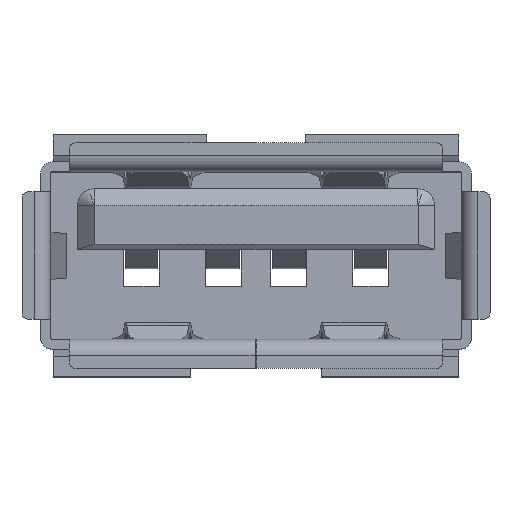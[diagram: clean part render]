
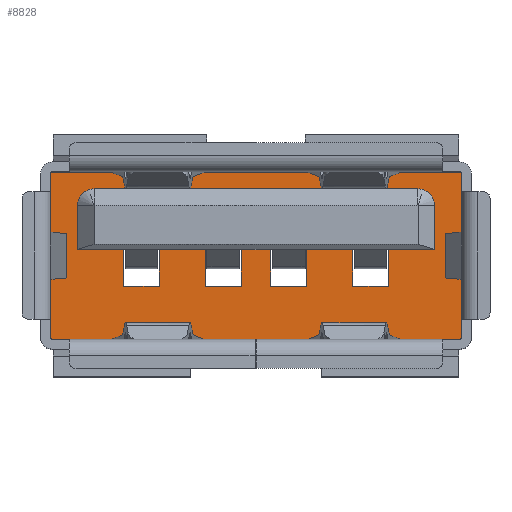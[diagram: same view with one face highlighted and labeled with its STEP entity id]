
A CAD part, top view. The second image highlights one B-rep face of the part: STEP entity #8828.
In plain terms, the highlighted planar face has unit normal (0, 0, 1).
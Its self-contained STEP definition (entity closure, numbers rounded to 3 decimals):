
#285=DIRECTION('',(1.,0.,0.));
#286=VECTOR('',#285,9.9);
#287=CARTESIAN_POINT('',(-4.95,2.04,1.3));
#288=LINE('',#287,#286);
#289=DIRECTION('',(0.,1.,0.));
#290=VECTOR('',#289,1.35);
#291=CARTESIAN_POINT('',(-5.45,0.19,1.3));
#292=LINE('',#291,#290);
#293=DIRECTION('',(-1.,0.,0.));
#294=VECTOR('',#293,1.4);
#295=CARTESIAN_POINT('',(-4.05,0.19,1.3));
#296=LINE('',#295,#294);
#297=DIRECTION('',(0.,-1.,0.));
#298=VECTOR('',#297,1.11);
#299=CARTESIAN_POINT('',(-4.05,0.19,1.3));
#300=LINE('',#299,#298);
#301=DIRECTION('',(1.,0.,0.));
#302=VECTOR('',#301,1.1);
#303=CARTESIAN_POINT('',(-4.05,-0.92,1.3));
#304=LINE('',#303,#302);
#305=DIRECTION('',(0.,1.,0.));
#306=VECTOR('',#305,1.11);
#307=CARTESIAN_POINT('',(-2.95,-0.92,1.3));
#308=LINE('',#307,#306);
#309=DIRECTION('',(-1.,0.,0.));
#310=VECTOR('',#309,1.4);
#311=CARTESIAN_POINT('',(-1.55,0.19,1.3));
#312=LINE('',#311,#310);
#313=DIRECTION('',(0.,-1.,0.));
#314=VECTOR('',#313,1.11);
#315=CARTESIAN_POINT('',(-1.55,0.19,1.3));
#316=LINE('',#315,#314);
#317=DIRECTION('',(1.,0.,0.));
#318=VECTOR('',#317,1.1);
#319=CARTESIAN_POINT('',(-1.55,-0.92,1.3));
#320=LINE('',#319,#318);
#321=DIRECTION('',(0.,1.,0.));
#322=VECTOR('',#321,1.11);
#323=CARTESIAN_POINT('',(-0.45,-0.92,1.3));
#324=LINE('',#323,#322);
#325=DIRECTION('',(-1.,0.,0.));
#326=VECTOR('',#325,0.9);
#327=CARTESIAN_POINT('',(0.45,0.19,1.3));
#328=LINE('',#327,#326);
#329=DIRECTION('',(0.,-1.,0.));
#330=VECTOR('',#329,1.11);
#331=CARTESIAN_POINT('',(0.45,0.19,1.3));
#332=LINE('',#331,#330);
#333=DIRECTION('',(1.,0.,0.));
#334=VECTOR('',#333,1.1);
#335=CARTESIAN_POINT('',(0.45,-0.92,1.3));
#336=LINE('',#335,#334);
#337=DIRECTION('',(0.,1.,0.));
#338=VECTOR('',#337,1.11);
#339=CARTESIAN_POINT('',(1.55,-0.92,1.3));
#340=LINE('',#339,#338);
#341=DIRECTION('',(-1.,0.,0.));
#342=VECTOR('',#341,1.4);
#343=CARTESIAN_POINT('',(2.95,0.19,1.3));
#344=LINE('',#343,#342);
#345=DIRECTION('',(0.,-1.,0.));
#346=VECTOR('',#345,1.11);
#347=CARTESIAN_POINT('',(2.95,0.19,1.3));
#348=LINE('',#347,#346);
#349=DIRECTION('',(1.,0.,0.));
#350=VECTOR('',#349,1.1);
#351=CARTESIAN_POINT('',(2.95,-0.92,1.3));
#352=LINE('',#351,#350);
#353=DIRECTION('',(0.,1.,0.));
#354=VECTOR('',#353,1.11);
#355=CARTESIAN_POINT('',(4.05,-0.92,1.3));
#356=LINE('',#355,#354);
#357=DIRECTION('',(-1.,0.,0.));
#358=VECTOR('',#357,1.4);
#359=CARTESIAN_POINT('',(5.45,0.19,1.3));
#360=LINE('',#359,#358);
#361=DIRECTION('',(0.,-1.,0.));
#362=VECTOR('',#361,1.35);
#363=CARTESIAN_POINT('',(5.45,1.54,1.3));
#364=LINE('',#363,#362);
#365=CARTESIAN_POINT('',(-6.225,-2.51,1.3));
#366=DIRECTION('',(0.,0.,1.));
#367=DIRECTION('',(-1.,0.,0.));
#368=AXIS2_PLACEMENT_3D('',#365,#366,#367);
#370=DIRECTION('',(0.,-1.,0.));
#371=VECTOR('',#370,5.02);
#372=CARTESIAN_POINT('',(-6.275,2.51,1.3));
#373=LINE('',#372,#371);
#374=CARTESIAN_POINT('',(-6.225,2.51,1.3));
#375=DIRECTION('',(0.,0.,1.));
#376=DIRECTION('',(0.,1.,0.));
#377=AXIS2_PLACEMENT_3D('',#374,#375,#376);
#379=DIRECTION('',(-1.,0.,0.));
#380=VECTOR('',#379,12.45);
#381=CARTESIAN_POINT('',(6.225,2.56,1.3));
#382=LINE('',#381,#380);
#383=CARTESIAN_POINT('',(6.225,2.51,1.3));
#384=DIRECTION('',(0.,0.,1.));
#385=DIRECTION('',(1.,0.,0.));
#386=AXIS2_PLACEMENT_3D('',#383,#384,#385);
#388=DIRECTION('',(0.,1.,0.));
#389=VECTOR('',#388,5.02);
#390=CARTESIAN_POINT('',(6.275,-2.51,1.3));
#391=LINE('',#390,#389);
#392=CARTESIAN_POINT('',(6.225,-2.51,1.3));
#393=DIRECTION('',(0.,0.,1.));
#394=DIRECTION('',(0.,-1.,0.));
#395=AXIS2_PLACEMENT_3D('',#392,#393,#394);
#397=DIRECTION('',(1.,0.,0.));
#398=VECTOR('',#397,6.225);
#399=CARTESIAN_POINT('',(0.,-2.56,1.3));
#400=LINE('',#399,#398);
#401=DIRECTION('',(1.,0.,0.));
#402=VECTOR('',#401,0.03);
#403=CARTESIAN_POINT('',(-0.03,-2.56,1.3));
#404=LINE('',#403,#402);
#405=DIRECTION('',(1.,0.,0.));
#406=VECTOR('',#405,6.195);
#407=CARTESIAN_POINT('',(-6.225,-2.56,1.3));
#408=LINE('',#407,#406);
#421=CARTESIAN_POINT('',(4.95,1.54,1.3));
#422=DIRECTION('',(0.,0.,-1.));
#423=DIRECTION('',(0.,1.,0.));
#424=AXIS2_PLACEMENT_3D('',#421,#422,#423);
#535=CARTESIAN_POINT('',(-4.95,1.54,1.3));
#536=DIRECTION('',(0.,0.,-1.));
#537=DIRECTION('',(-1.,0.,0.));
#538=AXIS2_PLACEMENT_3D('',#535,#536,#537);
#7041=CARTESIAN_POINT('',(2.95,-0.92,1.3));
#7042=CARTESIAN_POINT('',(4.05,-0.92,1.3));
#7043=VERTEX_POINT('',#7041);
#7044=VERTEX_POINT('',#7042);
#7045=CARTESIAN_POINT('',(2.95,0.19,1.3));
#7046=VERTEX_POINT('',#7045);
#7047=CARTESIAN_POINT('',(4.05,0.19,1.3));
#7048=VERTEX_POINT('',#7047);
#7049=CARTESIAN_POINT('',(0.45,-0.92,1.3));
#7050=CARTESIAN_POINT('',(1.55,-0.92,1.3));
#7051=VERTEX_POINT('',#7049);
#7052=VERTEX_POINT('',#7050);
#7053=CARTESIAN_POINT('',(0.45,0.19,1.3));
#7054=VERTEX_POINT('',#7053);
#7055=CARTESIAN_POINT('',(1.55,0.19,1.3));
#7056=VERTEX_POINT('',#7055);
#7057=CARTESIAN_POINT('',(-4.05,0.19,1.3));
#7058=CARTESIAN_POINT('',(-4.05,-0.92,1.3));
#7059=VERTEX_POINT('',#7057);
#7060=VERTEX_POINT('',#7058);
#7061=CARTESIAN_POINT('',(-2.95,-0.92,1.3));
#7062=CARTESIAN_POINT('',(-2.95,0.19,1.3));
#7063=VERTEX_POINT('',#7061);
#7064=VERTEX_POINT('',#7062);
#7065=CARTESIAN_POINT('',(-1.55,0.19,1.3));
#7066=CARTESIAN_POINT('',(-1.55,-0.92,1.3));
#7067=VERTEX_POINT('',#7065);
#7068=VERTEX_POINT('',#7066);
#7069=CARTESIAN_POINT('',(-0.45,-0.92,1.3));
#7070=CARTESIAN_POINT('',(-0.45,0.19,1.3));
#7071=VERTEX_POINT('',#7069);
#7072=VERTEX_POINT('',#7070);
#7089=CARTESIAN_POINT('',(5.45,0.19,1.3));
#7090=VERTEX_POINT('',#7089);
#7091=CARTESIAN_POINT('',(-5.45,0.19,1.3));
#7092=VERTEX_POINT('',#7091);
#7177=CARTESIAN_POINT('',(-4.95,2.04,1.3));
#7178=CARTESIAN_POINT('',(4.95,2.04,1.3));
#7179=VERTEX_POINT('',#7177);
#7180=VERTEX_POINT('',#7178);
#7181=CARTESIAN_POINT('',(5.45,1.54,1.3));
#7182=VERTEX_POINT('',#7181);
#7183=CARTESIAN_POINT('',(-5.45,1.54,1.3));
#7184=VERTEX_POINT('',#7183);
#7717=CARTESIAN_POINT('',(-0.03,-2.56,1.3));
#7718=CARTESIAN_POINT('',(0.,-2.56,1.3));
#7719=VERTEX_POINT('',#7717);
#7720=VERTEX_POINT('',#7718);
#8377=CARTESIAN_POINT('',(-6.275,-2.51,1.3));
#8378=CARTESIAN_POINT('',(-6.225,-2.56,1.3));
#8379=VERTEX_POINT('',#8377);
#8380=VERTEX_POINT('',#8378);
#8385=CARTESIAN_POINT('',(-6.225,2.56,1.3));
#8386=CARTESIAN_POINT('',(-6.275,2.51,1.3));
#8387=VERTEX_POINT('',#8385);
#8388=VERTEX_POINT('',#8386);
#8393=CARTESIAN_POINT('',(6.275,2.51,1.3));
#8394=CARTESIAN_POINT('',(6.225,2.56,1.3));
#8395=VERTEX_POINT('',#8393);
#8396=VERTEX_POINT('',#8394);
#8401=CARTESIAN_POINT('',(6.225,-2.56,1.3));
#8402=CARTESIAN_POINT('',(6.275,-2.51,1.3));
#8403=VERTEX_POINT('',#8401);
#8404=VERTEX_POINT('',#8402);
#8756=CARTESIAN_POINT('',(0.,0.,1.3));
#8757=DIRECTION('',(0.,0.,1.));
#8758=DIRECTION('',(1.,0.,0.));
#8759=AXIS2_PLACEMENT_3D('',#8756,#8757,#8758);
#8760=PLANE('',#8759);
#8762=ORIENTED_EDGE('',*,*,#8761,.F.);
#8764=ORIENTED_EDGE('',*,*,#8763,.F.);
#8766=ORIENTED_EDGE('',*,*,#8765,.F.);
#8768=ORIENTED_EDGE('',*,*,#8767,.F.);
#8770=ORIENTED_EDGE('',*,*,#8769,.F.);
#8772=ORIENTED_EDGE('',*,*,#8771,.F.);
#8774=ORIENTED_EDGE('',*,*,#8773,.F.);
#8776=ORIENTED_EDGE('',*,*,#8775,.F.);
#8778=ORIENTED_EDGE('',*,*,#8777,.F.);
#8780=ORIENTED_EDGE('',*,*,#8779,.F.);
#8781=EDGE_LOOP('',(#8762,#8764,#8766,#8768,#8770,#8772,#8774,#8776,#8778,
#8780));
#8782=FACE_OUTER_BOUND('',#8781,.F.);
#8784=ORIENTED_EDGE('',*,*,#8783,.F.);
#8786=ORIENTED_EDGE('',*,*,#8785,.F.);
#8788=ORIENTED_EDGE('',*,*,#8787,.F.);
#8790=ORIENTED_EDGE('',*,*,#8789,.F.);
#8792=ORIENTED_EDGE('',*,*,#8791,.T.);
#8794=ORIENTED_EDGE('',*,*,#8793,.T.);
#8796=ORIENTED_EDGE('',*,*,#8795,.T.);
#8798=ORIENTED_EDGE('',*,*,#8797,.F.);
#8800=ORIENTED_EDGE('',*,*,#8799,.T.);
#8802=ORIENTED_EDGE('',*,*,#8801,.T.);
#8804=ORIENTED_EDGE('',*,*,#8803,.T.);
#8806=ORIENTED_EDGE('',*,*,#8805,.F.);
#8808=ORIENTED_EDGE('',*,*,#8807,.T.);
#8810=ORIENTED_EDGE('',*,*,#8809,.T.);
#8812=ORIENTED_EDGE('',*,*,#8811,.T.);
#8814=ORIENTED_EDGE('',*,*,#8813,.F.);
#8815=ORIENTED_EDGE('',*,*,#8743,.T.);
#8817=ORIENTED_EDGE('',*,*,#8816,.T.);
#8819=ORIENTED_EDGE('',*,*,#8818,.T.);
#8821=ORIENTED_EDGE('',*,*,#8820,.F.);
#8823=ORIENTED_EDGE('',*,*,#8822,.F.);
#8825=ORIENTED_EDGE('',*,*,#8824,.F.);
#8826=EDGE_LOOP('',(#8784,#8786,#8788,#8790,#8792,#8794,#8796,#8798,#8800,#8802,
#8804,#8806,#8808,#8810,#8812,#8814,#8815,#8817,#8819,#8821,#8823,#8825));
#8827=FACE_BOUND('',#8826,.F.);
#369=CIRCLE('',#368,0.05);
#378=CIRCLE('',#377,0.05);
#387=CIRCLE('',#386,0.05);
#396=CIRCLE('',#395,0.05);
#425=CIRCLE('',#424,0.5);
#539=CIRCLE('',#538,0.5);
#8743=EDGE_CURVE('',#7046,#7043,#348,.T.);
#8761=EDGE_CURVE('',#8379,#8380,#369,.T.);
#8763=EDGE_CURVE('',#8388,#8379,#373,.T.);
#8765=EDGE_CURVE('',#8387,#8388,#378,.T.);
#8767=EDGE_CURVE('',#8396,#8387,#382,.T.);
#8769=EDGE_CURVE('',#8395,#8396,#387,.T.);
#8771=EDGE_CURVE('',#8404,#8395,#391,.T.);
#8773=EDGE_CURVE('',#8403,#8404,#396,.T.);
#8775=EDGE_CURVE('',#7720,#8403,#400,.T.);
#8777=EDGE_CURVE('',#7719,#7720,#404,.T.);
#8779=EDGE_CURVE('',#8380,#7719,#408,.T.);
#8783=EDGE_CURVE('',#7179,#7180,#288,.T.);
#8785=EDGE_CURVE('',#7184,#7179,#539,.T.);
#8787=EDGE_CURVE('',#7092,#7184,#292,.T.);
#8789=EDGE_CURVE('',#7059,#7092,#296,.T.);
#8791=EDGE_CURVE('',#7059,#7060,#300,.T.);
#8793=EDGE_CURVE('',#7060,#7063,#304,.T.);
#8795=EDGE_CURVE('',#7063,#7064,#308,.T.);
#8797=EDGE_CURVE('',#7067,#7064,#312,.T.);
#8799=EDGE_CURVE('',#7067,#7068,#316,.T.);
#8801=EDGE_CURVE('',#7068,#7071,#320,.T.);
#8803=EDGE_CURVE('',#7071,#7072,#324,.T.);
#8805=EDGE_CURVE('',#7054,#7072,#328,.T.);
#8807=EDGE_CURVE('',#7054,#7051,#332,.T.);
#8809=EDGE_CURVE('',#7051,#7052,#336,.T.);
#8811=EDGE_CURVE('',#7052,#7056,#340,.T.);
#8813=EDGE_CURVE('',#7046,#7056,#344,.T.);
#8816=EDGE_CURVE('',#7043,#7044,#352,.T.);
#8818=EDGE_CURVE('',#7044,#7048,#356,.T.);
#8820=EDGE_CURVE('',#7090,#7048,#360,.T.);
#8822=EDGE_CURVE('',#7182,#7090,#364,.T.);
#8824=EDGE_CURVE('',#7180,#7182,#425,.T.);
#8828=ADVANCED_FACE('',(#8782,#8827),#8760,.T.);
